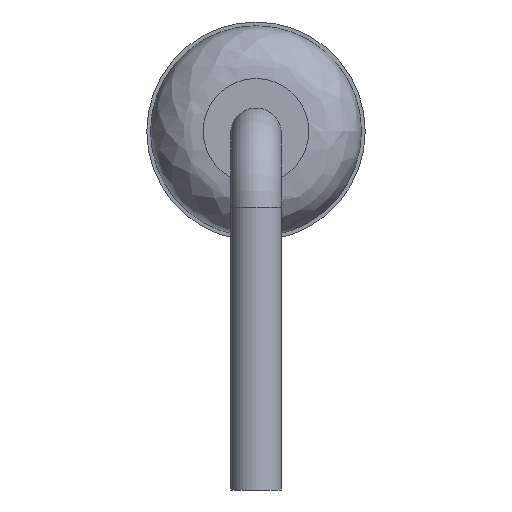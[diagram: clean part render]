
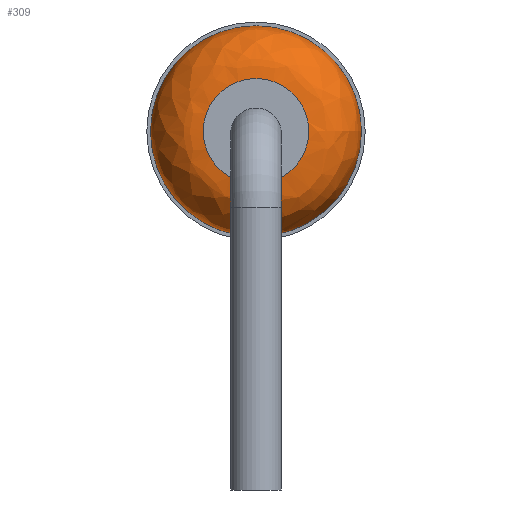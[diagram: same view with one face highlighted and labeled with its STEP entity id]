
A CAD part, left-side view. The second image highlights one B-rep face of the part: STEP entity #309.
In plain terms, the highlighted free-form (B-spline) face has degree [2, 2] with [3, 9] control points.
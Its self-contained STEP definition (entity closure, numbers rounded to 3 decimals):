
#40=(
BOUNDED_SURFACE()
B_SPLINE_SURFACE(2,2,((#524,#525,#526,#527,#528,#529,#530,#531,#532),(#533,
#534,#535,#536,#537,#538,#539,#540,#541),(#542,#543,#544,#545,#546,#547,
#548,#549,#550)),.UNSPECIFIED.,.F.,.T.,.F.)
B_SPLINE_SURFACE_WITH_KNOTS((3,3),(3,2,2,2,3),(0.,1.571),(-3.142,
-1.571,0.,1.571,3.142),.UNSPECIFIED.)
GEOMETRIC_REPRESENTATION_ITEM()
RATIONAL_B_SPLINE_SURFACE(((1.,0.707,1.,0.707,1.,
0.707,1.,0.707,1.),(0.707,0.5,0.707,
0.5,0.707,0.5,0.707,0.5,0.707),(1.,
0.707,1.,0.707,1.,0.707,1.,0.707,
1.)))
REPRESENTATION_ITEM('')
SURFACE()
);
#43=FACE_OUTER_BOUND('',#70,.T.);
#70=EDGE_LOOP('',(#209,#210,#211,#212));
#118=CIRCLE('',#354,1.25);
#120=CIRCLE('',#356,0.625);
#121=CIRCLE('',#357,0.625);
#144=VERTEX_POINT('',#519);
#146=VERTEX_POINT('',#551);
#168=EDGE_CURVE('',#144,#144,#118,.T.);
#171=EDGE_CURVE('',#146,#146,#120,.T.);
#172=EDGE_CURVE('',#146,#144,#121,.T.);
#209=ORIENTED_EDGE('',*,*,#171,.T.);
#210=ORIENTED_EDGE('',*,*,#172,.T.);
#211=ORIENTED_EDGE('',*,*,#168,.F.);
#212=ORIENTED_EDGE('',*,*,#172,.F.);
#309=ADVANCED_FACE('',(#43),#40,.F.);
#354=AXIS2_PLACEMENT_3D('',#520,#408,#409);
#356=AXIS2_PLACEMENT_3D('',#552,#413,#414);
#357=AXIS2_PLACEMENT_3D('',#553,#415,#416);
#408=DIRECTION('center_axis',(1.,0.,0.));
#409=DIRECTION('ref_axis',(0.,1.,0.));
#413=DIRECTION('center_axis',(1.,0.,0.));
#414=DIRECTION('ref_axis',(0.,1.,0.));
#415=DIRECTION('center_axis',(0.,0.,1.));
#416=DIRECTION('ref_axis',(0.,-1.,0.));
#519=CARTESIAN_POINT('',(1.285,-1.25,1.25));
#520=CARTESIAN_POINT('Origin',(1.285,0.,1.25));
#524=CARTESIAN_POINT('Ctrl Pts',(1.285,-1.25,1.25));
#525=CARTESIAN_POINT('Ctrl Pts',(1.285,-1.25,2.5));
#526=CARTESIAN_POINT('Ctrl Pts',(1.285,0.,2.5));
#527=CARTESIAN_POINT('Ctrl Pts',(1.285,1.25,2.5));
#528=CARTESIAN_POINT('Ctrl Pts',(1.285,1.25,1.25));
#529=CARTESIAN_POINT('Ctrl Pts',(1.285,1.25,0.));
#530=CARTESIAN_POINT('Ctrl Pts',(1.285,0.,0.));
#531=CARTESIAN_POINT('Ctrl Pts',(1.285,-1.25,0.));
#532=CARTESIAN_POINT('Ctrl Pts',(1.285,-1.25,1.25));
#533=CARTESIAN_POINT('Ctrl Pts',(0.66,-1.25,1.25));
#534=CARTESIAN_POINT('Ctrl Pts',(0.66,-1.25,2.5));
#535=CARTESIAN_POINT('Ctrl Pts',(0.66,0.,2.5));
#536=CARTESIAN_POINT('Ctrl Pts',(0.66,1.25,2.5));
#537=CARTESIAN_POINT('Ctrl Pts',(0.66,1.25,1.25));
#538=CARTESIAN_POINT('Ctrl Pts',(0.66,1.25,0.));
#539=CARTESIAN_POINT('Ctrl Pts',(0.66,0.,0.));
#540=CARTESIAN_POINT('Ctrl Pts',(0.66,-1.25,0.));
#541=CARTESIAN_POINT('Ctrl Pts',(0.66,-1.25,1.25));
#542=CARTESIAN_POINT('Ctrl Pts',(0.66,-0.625,1.25));
#543=CARTESIAN_POINT('Ctrl Pts',(0.66,-0.625,1.875));
#544=CARTESIAN_POINT('Ctrl Pts',(0.66,0.,1.875));
#545=CARTESIAN_POINT('Ctrl Pts',(0.66,0.625,1.875));
#546=CARTESIAN_POINT('Ctrl Pts',(0.66,0.625,1.25));
#547=CARTESIAN_POINT('Ctrl Pts',(0.66,0.625,0.625));
#548=CARTESIAN_POINT('Ctrl Pts',(0.66,0.,0.625));
#549=CARTESIAN_POINT('Ctrl Pts',(0.66,-0.625,0.625));
#550=CARTESIAN_POINT('Ctrl Pts',(0.66,-0.625,1.25));
#551=CARTESIAN_POINT('',(0.66,-0.625,1.25));
#552=CARTESIAN_POINT('Origin',(0.66,0.,1.25));
#553=CARTESIAN_POINT('Origin',(1.285,-0.625,1.25));
